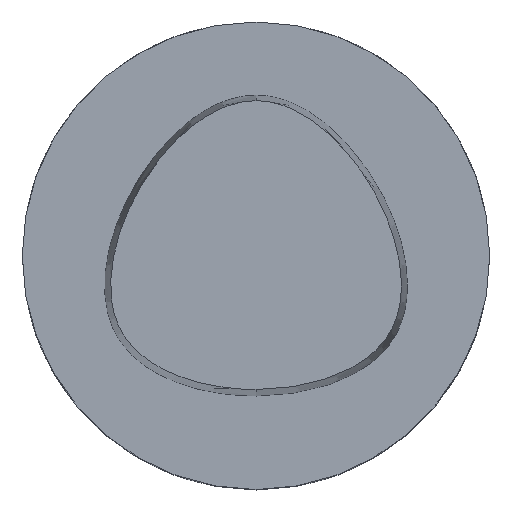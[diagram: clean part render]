
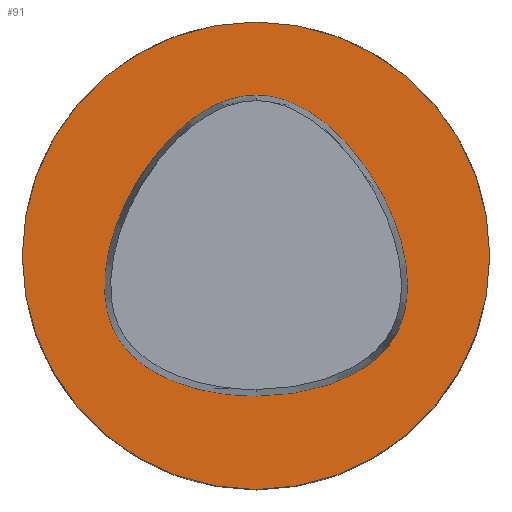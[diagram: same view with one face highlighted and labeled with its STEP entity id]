
A CAD part, top view. The second image highlights one B-rep face of the part: STEP entity #91.
In plain terms, the highlighted planar face has unit normal (0, 0, 1).
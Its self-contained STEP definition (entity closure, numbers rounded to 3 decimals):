
#51=CIRCLE('',#393,16.);
#91=ADVANCED_FACE('',(#133),#115,.T.);
#115=PLANE('',#400);
#133=FACE_OUTER_BOUND('',#157,.T.);
#157=EDGE_LOOP('',(#215));
#215=ORIENTED_EDGE('',*,*,#300,.F.);
#270=VERTEX_POINT('',#562);
#300=EDGE_CURVE('',#270,#270,#51,.T.);
#393=AXIS2_PLACEMENT_3D('',#561,#458,#459);
#400=AXIS2_PLACEMENT_3D('',#577,#476,#477);
#458=DIRECTION('',(0.,0.,-1.));
#459=DIRECTION('',(-1.,0.,0.));
#476=DIRECTION('',(0.,0.,1.));
#477=DIRECTION('',(-1.,0.,0.));
#561=CARTESIAN_POINT('',(0.,0.,0.));
#562=CARTESIAN_POINT('',(-16.,0.,0.));
#577=CARTESIAN_POINT('',(0.,0.,0.));
